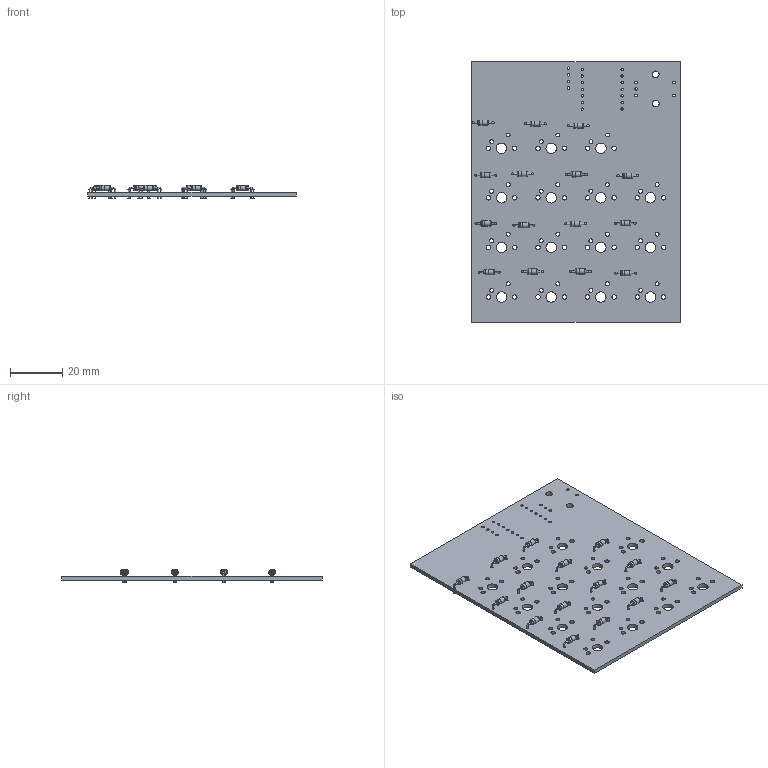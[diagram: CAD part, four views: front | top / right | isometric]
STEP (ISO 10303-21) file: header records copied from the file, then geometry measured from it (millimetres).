
FILE_DESCRIPTION(('KiCad electronic assembly'),'2;1');
FILE_NAME('asdasdqa.step','2026-02-26T01:16:55',('Pcbnew'),('Kicad'), 'Open CASCADE STEP processor 7.9','KiCad to STEP converter','Unknown' );
FILE_SCHEMA(('AUTOMOTIVE_DESIGN { 1 0 10303 214 1 1 1 1 }'));
Length unit declared in the file: millimetre
Products named in the file (3): asdasdqa 1; D_DO-35_SOD27_P7.62mm_Horizontal; Keypad_PCB
Assembly tree (16 placements, depth 2):
  asdasdqa 1
    D_DO-35_SOD27_P7.62mm_Horizontal  x15
    Keypad_PCB
Bounding box: 80.19 x 99.98 x 5.01 mm (x, y, z)
Volume: 11804.5 mm3; surface area: 17660.5 mm2
Topology: 31 solids, 31 shells, 376 faces, 762 edges, 478 vertices
Faces by surface type: cylinder 220, plane 96, torus 60
Full cylindrical faces by diameter (mm): 0.5 x45, 0.8 x30, 0.889 x14, 1 x9, 1.5 x30, 1.7 x30, 2 x30, 2.02 x15, 2.6 x2, 4 x15
Entity records: 5859 total; most frequent: DIRECTION 1042, CARTESIAN_POINT 877, ORIENTED_EDGE 852, AXIS2_PLACEMENT_3D 447, EDGE_CURVE 426, FACE_BOUND 414, EDGE_LOOP 414, VERTEX_POINT 282
